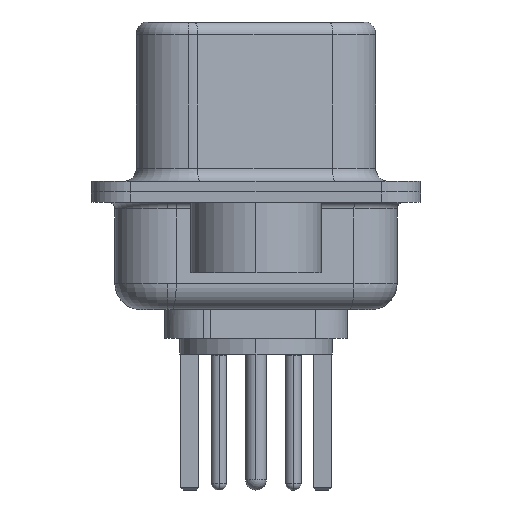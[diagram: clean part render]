
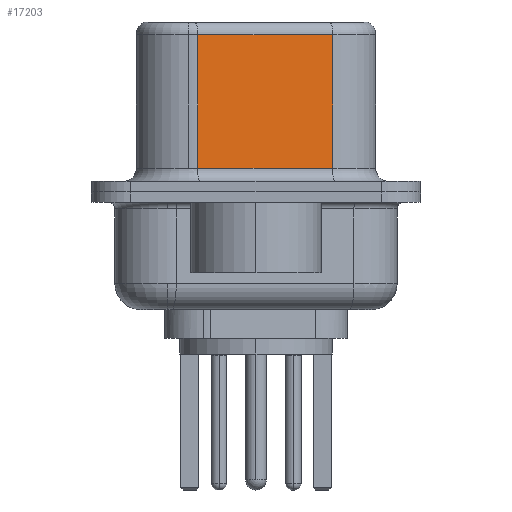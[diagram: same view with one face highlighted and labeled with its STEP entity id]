
A CAD part, left-side view. The second image highlights one B-rep face of the part: STEP entity #17203.
In plain terms, the highlighted planar face has unit normal (-0.985, -0.174, 0).
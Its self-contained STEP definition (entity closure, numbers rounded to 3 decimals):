
#2201 = CARTESIAN_POINT ( 'NONE',  ( 4.585, -2.927, 6.02 ) ) ;
#2266 = LINE ( 'NONE', #3725, #10232 ) ;
#3159 = AXIS2_PLACEMENT_3D ( 'NONE', #18578, #8871, #20239 ) ;
#3202 = VERTEX_POINT ( 'NONE', #2201 ) ;
#3700 = ORIENTED_EDGE ( 'NONE', *, *, #4086, .F. ) ;
#3725 = CARTESIAN_POINT ( 'NONE',  ( 4.585, -2.927, 6.52 ) ) ;
#4086 = EDGE_CURVE ( 'NONE', #3202, #11971, #2266, .T. ) ;
#4194 = CARTESIAN_POINT ( 'NONE',  ( 3.675, 2.233, 6.52 ) ) ;
#4566 = ORIENTED_EDGE ( 'NONE', *, *, #11071, .T. ) ;
#5138 = ORIENTED_EDGE ( 'NONE', *, *, #17344, .T. ) ;
#5144 = VERTEX_POINT ( 'NONE', #17328 ) ;
#5707 = PLANE ( 'NONE',  #3159 ) ;
#6677 = VECTOR ( 'NONE', #8883, 1000. ) ;
#7701 = CARTESIAN_POINT ( 'NONE',  ( 4.585, -2.927, 0.9 ) ) ;
#7902 = CARTESIAN_POINT ( 'NONE',  ( 4.585, -2.927, 0.9 ) ) ;
#8871 = DIRECTION ( 'NONE',  ( 0.985, 0.174, 0. ) ) ;
#8883 = DIRECTION ( 'NONE',  ( -0.174, 0.985, 0. ) ) ;
#8944 = FACE_OUTER_BOUND ( 'NONE', #18933, .T. ) ;
#9340 = LINE ( 'NONE', #4194, #16888 ) ;
#10102 = DIRECTION ( 'NONE',  ( 0., 0., -1. ) ) ;
#10232 = VECTOR ( 'NONE', #10102, 1000. ) ;
#10916 = LINE ( 'NONE', #18591, #6677 ) ;
#11071 = EDGE_CURVE ( 'NONE', #3202, #5144, #10916, .T. ) ;
#11685 = ORIENTED_EDGE ( 'NONE', *, *, #12298, .T. ) ;
#11971 = VERTEX_POINT ( 'NONE', #7902 ) ;
#12298 = EDGE_CURVE ( 'NONE', #5144, #19697, #9340, .T. ) ;
#13797 = DIRECTION ( 'NONE',  ( 0., 0., -1. ) ) ;
#16888 = VECTOR ( 'NONE', #13797, 1000. ) ;
#17203 = ADVANCED_FACE ( 'NONE', ( #8944 ), #5707, .F. ) ;
#17328 = CARTESIAN_POINT ( 'NONE',  ( 3.675, 2.233, 6.02 ) ) ;
#17344 = EDGE_CURVE ( 'NONE', #19697, #11971, #19860, .T. ) ;
#18578 = CARTESIAN_POINT ( 'NONE',  ( 4.585, -2.927, 6.52 ) ) ;
#18591 = CARTESIAN_POINT ( 'NONE',  ( 4.585, -2.927, 6.02 ) ) ;
#18661 = CARTESIAN_POINT ( 'NONE',  ( 3.675, 2.233, 0.9 ) ) ;
#18933 = EDGE_LOOP ( 'NONE', ( #3700, #4566, #11685, #5138 ) ) ;
#19334 = VECTOR ( 'NONE', #20643, 1000. ) ;
#19697 = VERTEX_POINT ( 'NONE', #18661 ) ;
#19860 = LINE ( 'NONE', #7701, #19334 ) ;
#20239 = DIRECTION ( 'NONE',  ( -0.174, 0.985, 0. ) ) ;
#20643 = DIRECTION ( 'NONE',  ( 0.174, -0.985, 0. ) ) ;
